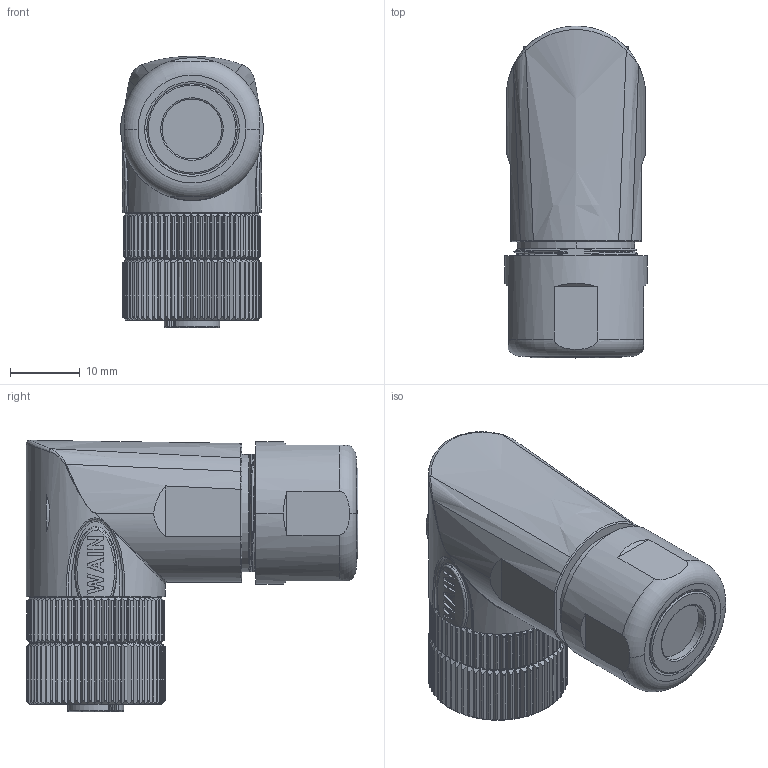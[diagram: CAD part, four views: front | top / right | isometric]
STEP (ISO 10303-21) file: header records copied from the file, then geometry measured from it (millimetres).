
FILE_DESCRIPTION(/* description */ (''),/* implementation_level */ '2;1');
FILE_NAME(/* name */ '3D_1630045212002_M12-F04A-S-D8-SH_V1.0_stp.stp',/* time_stamp */ '2024-01-16T10:59:23+08:00',/* author */ (''),/* organization */ (''),/* preprocessor_version */ 'ST-DEVELOPER v18.1',/* originating_system */ 'SIEMENS PLM Software NX 1980',/* authorisation */ '');
FILE_SCHEMA (('AUTOMOTIVE_DESIGN { 1 0 10303 214 3 1 1 1 }'));
Products named in the file (1): 3D_1630045212002_M12-F04A-S-D8-SH_V1.0_stp
Bounding box: 20.5 x 47.7 x 39 mm (x, y, z)
Volume: 19645.3 mm3; surface area: 10017.1 mm2
Topology: 1 solids, 5 shells, 1940 faces, 5125 edges, 3116 vertices
Faces by surface type: cylinder 574, plane 566, cone 381, torus 193, bspline 133, sphere 87, extrusion 6
Full cylindrical faces by diameter (mm): 15.083 x2
Entity records: 75726 total; most frequent: CARTESIAN_POINT 33229, ORIENTED_EDGE 10054, DIRECTION 7339, EDGE_CURVE 5027, AXIS2_PLACEMENT_3D 3123, VERTEX_POINT 3108, B_SPLINE_CURVE_WITH_KNOTS 2523, EDGE_LOOP 1987
